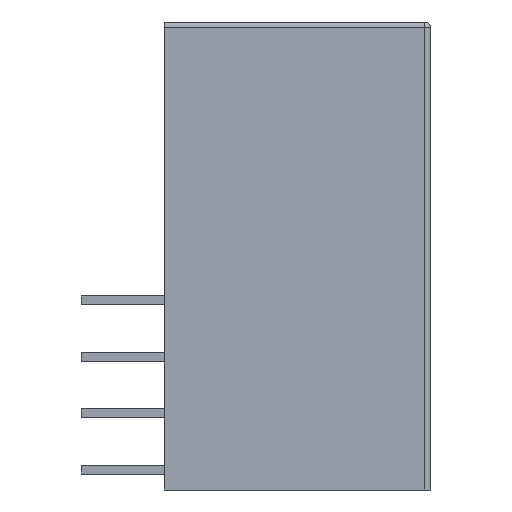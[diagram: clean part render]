
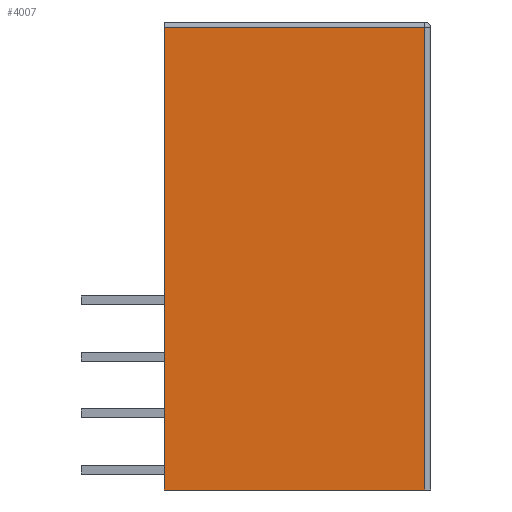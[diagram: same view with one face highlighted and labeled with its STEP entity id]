
A CAD part, left-side view. The second image highlights one B-rep face of the part: STEP entity #4007.
In plain terms, the highlighted planar face has unit normal (-1, 0, 0).
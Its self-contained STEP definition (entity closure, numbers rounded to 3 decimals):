
#3786 = EDGE_CURVE ( 'NONE', #3814, #3787, #11847, .T. ) ;
#3787 = VERTEX_POINT ( 'NONE', #11843 ) ;
#3814 = VERTEX_POINT ( 'NONE', #11916 ) ;
#3872 = VERTEX_POINT ( 'NONE', #12010 ) ;
#3874 = EDGE_CURVE ( 'NONE', #3814, #3872, #12009, .T. ) ;
#3989 = ORIENTED_EDGE ( 'NONE', *, *, #3874, .T. ) ;
#4007 = ADVANCED_FACE ( 'NONE', ( #12232 ), #12230, .T. ) ;
#4008 = EDGE_LOOP ( 'NONE', ( #4071, #4074, #4076, #3989 ) ) ;
#4071 = ORIENTED_EDGE ( 'NONE', *, *, #4072, .T. ) ;
#4072 = EDGE_CURVE ( 'NONE', #3872, #4073, #12319, .T. ) ;
#4073 = VERTEX_POINT ( 'NONE', #12310 ) ;
#4074 = ORIENTED_EDGE ( 'NONE', *, *, #4075, .T. ) ;
#4075 = EDGE_CURVE ( 'NONE', #4073, #3787, #12372, .T. ) ;
#4076 = ORIENTED_EDGE ( 'NONE', *, *, #3786, .F. ) ;
#11843 = CARTESIAN_POINT ( 'NONE',  ( -19., 5., -0.2 ) ) ;
#11844 = DIRECTION ( 'NONE',  ( 0., 0., 1. ) ) ;
#11845 = VECTOR ( 'NONE', #11844, 1000. ) ;
#11846 = CARTESIAN_POINT ( 'NONE',  ( -19., 5., -15.8 ) ) ;
#11847 = LINE ( 'NONE', #11846, #11845 ) ;
#11916 = CARTESIAN_POINT ( 'NONE',  ( -19., 5., -15.8 ) ) ;
#12006 = DIRECTION ( 'NONE',  ( 0., -1., 0. ) ) ;
#12007 = VECTOR ( 'NONE', #12006, 1000. ) ;
#12008 = CARTESIAN_POINT ( 'NONE',  ( -19., 5., -15.8 ) ) ;
#12009 = LINE ( 'NONE', #12008, #12007 ) ;
#12010 = CARTESIAN_POINT ( 'NONE',  ( -19., -3.8, -15.8 ) ) ;
#12226 = DIRECTION ( 'NONE',  ( 0., 0., 1. ) ) ;
#12227 = DIRECTION ( 'NONE',  ( -1., 0., 0. ) ) ;
#12228 = CARTESIAN_POINT ( 'NONE',  ( -19., 5., -15.8 ) ) ;
#12229 = AXIS2_PLACEMENT_3D ( 'NONE', #12228, #12227, #12226 ) ;
#12230 = PLANE ( 'NONE',  #12229 ) ;
#12232 = FACE_OUTER_BOUND ( 'NONE', #4008, .T. ) ;
#12310 = CARTESIAN_POINT ( 'NONE',  ( -19., -3.8, -0.2 ) ) ;
#12311 = DIRECTION ( 'NONE',  ( 0., 0., 1. ) ) ;
#12312 = VECTOR ( 'NONE', #12311, 1000. ) ;
#12313 = CARTESIAN_POINT ( 'NONE',  ( -19., -3.8, -15.8 ) ) ;
#12319 = LINE ( 'NONE', #12313, #12312 ) ;
#12369 = DIRECTION ( 'NONE',  ( 0., 1., 0. ) ) ;
#12370 = VECTOR ( 'NONE', #12369, 1000. ) ;
#12371 = CARTESIAN_POINT ( 'NONE',  ( -19., 5., -0.2 ) ) ;
#12372 = LINE ( 'NONE', #12371, #12370 ) ;
